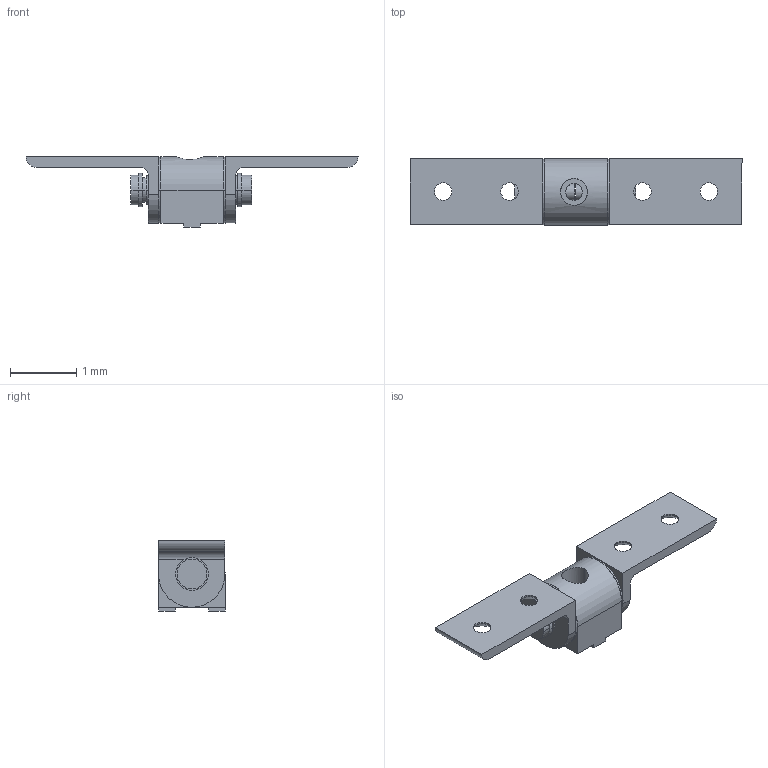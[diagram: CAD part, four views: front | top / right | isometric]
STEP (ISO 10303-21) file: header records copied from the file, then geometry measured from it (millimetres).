
FILE_DESCRIPTION((''),'2;1');
FILE_NAME('10HI8323.stp','2015-07-07T15:51:27',(''),(''),'Mechanical Desktop 2011','Mechanical Desktop 2011',', , ');
FILE_SCHEMA(('CONFIG_CONTROL_DESIGN'));
Length unit declared in the file: millimetre
Products named in the file (1): Product
Bounding box: 5 x 1 x 1.06 mm (x, y, z)
Volume: 1.7 mm3; surface area: 27.4 mm2
Topology: 13 solids, 13 shells, 133 faces, 300 edges, 194 vertices
Faces by surface type: cylinder 73, plane 52, cone 8
Entity records: 3936 total; most frequent: DIRECTION 722, CARTESIAN_POINT 663, ORIENTED_EDGE 600, EDGE_CURVE 300, AXIS2_PLACEMENT_3D 290, VERTEX_POINT 194, EDGE_LOOP 168, CIRCLE 148
